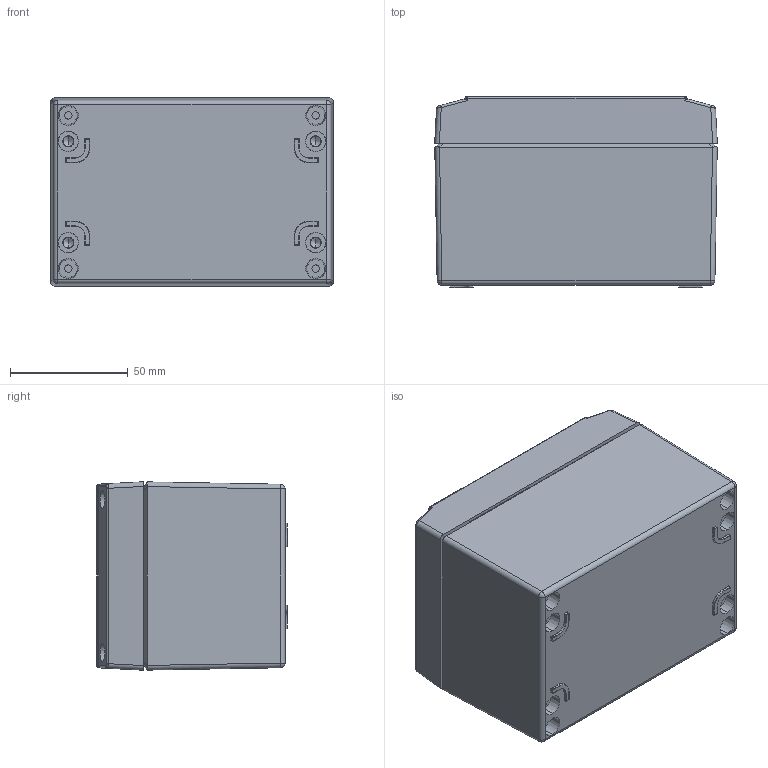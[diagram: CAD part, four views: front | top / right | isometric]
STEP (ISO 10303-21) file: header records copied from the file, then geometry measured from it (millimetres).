
FILE_DESCRIPTION (( 'STEP AP214' ), '1' );
FILE_NAME ('04081208.STEP', '2011-08-02T07:08:27', ( ' ' ), ( '' ), 'SwSTEP 2.0', 'SolidWorks 2010', '' );
FILE_SCHEMA (( 'AUTOMOTIVE_DESIGN' ));
Length unit declared in the file: millimetre
Products named in the file (5): 01174_M4 Gewinde Bearbeitung; 02174; 82003; 93132; 04081208
Assembly tree (7 placements, depth 2):
  04081208
    93132  x4
    01174_M4 Gewinde Bearbeitung
    02174
    82003
Bounding box: 120 x 81 x 80 mm (x, y, z)
Volume: 214986.7 mm3; surface area: 111485.2 mm2
Topology: 7 solids, 7 shells, 1001 faces, 2395 edges, 1412 vertices
Faces by surface type: plane 255, cylinder 248, bspline 212, cone 200, torus 66, sphere 20
Entity records: 31313 total; most frequent: CARTESIAN_POINT 11471, ORIENTED_EDGE 4298, DIRECTION 3859, EDGE_CURVE 2149, AXIS2_PLACEMENT_3D 1504, VERTEX_POINT 1286, EDGE_LOOP 993, ADVANCED_FACE 920
